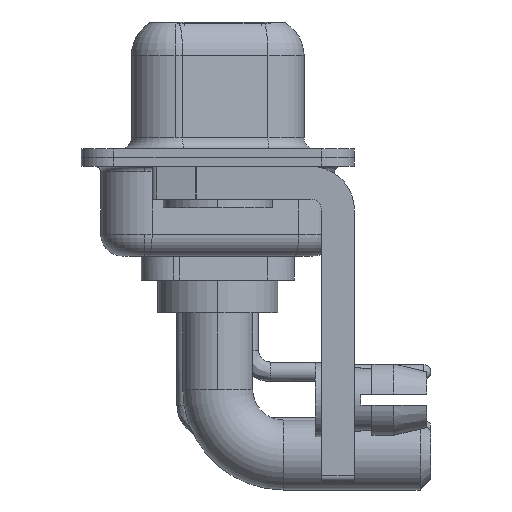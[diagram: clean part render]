
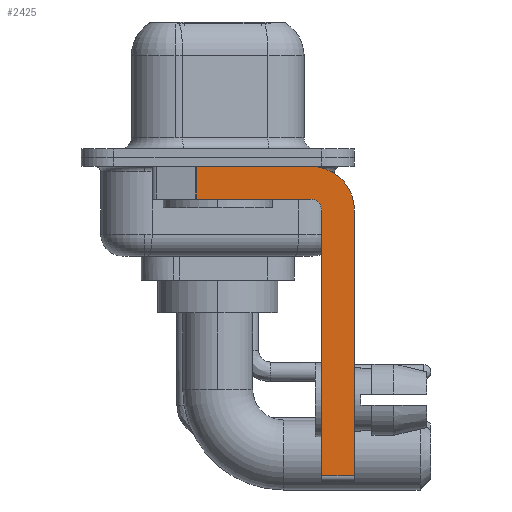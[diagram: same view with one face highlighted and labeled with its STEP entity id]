
A CAD part, left-side view. The second image highlights one B-rep face of the part: STEP entity #2425.
In plain terms, the highlighted planar face has unit normal (-1, 0, 0).
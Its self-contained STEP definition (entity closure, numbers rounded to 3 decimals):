
#130 = CARTESIAN_POINT ( 'NONE',  ( -2.9, -4.25, -1.9 ) ) ;
#321 = CARTESIAN_POINT ( 'NONE',  ( -2.9, -4.75, -2.4 ) ) ;
#392 = AXIS2_PLACEMENT_3D ( 'NONE', #3223, #13721, #10524 ) ;
#625 = FACE_OUTER_BOUND ( 'NONE', #11664, .T. ) ;
#1864 = ORIENTED_EDGE ( 'NONE', *, *, #8328, .F. ) ;
#1919 = LINE ( 'NONE', #15374, #6561 ) ;
#2198 = DIRECTION ( 'NONE',  ( 0., 0., -1. ) ) ;
#2230 = AXIS2_PLACEMENT_3D ( 'NONE', #18180, #4875, #16721 ) ;
#2425 = ADVANCED_FACE ( 'NONE', ( #625 ), #3206, .F. ) ;
#2630 = VERTEX_POINT ( 'NONE', #9821 ) ;
#2681 = ORIENTED_EDGE ( 'NONE', *, *, #17267, .T. ) ;
#3206 = PLANE ( 'NONE',  #11081 ) ;
#3223 = CARTESIAN_POINT ( 'NONE',  ( -2.9, -4.25, -2.4 ) ) ;
#3483 = ORIENTED_EDGE ( 'NONE', *, *, #11245, .F. ) ;
#3626 = EDGE_CURVE ( 'NONE', #17305, #5609, #1919, .T. ) ;
#3736 = DIRECTION ( 'NONE',  ( 0., -1., 0. ) ) ;
#3976 = VERTEX_POINT ( 'NONE', #130 ) ;
#3981 = VERTEX_POINT ( 'NONE', #321 ) ;
#4278 = CARTESIAN_POINT ( 'NONE',  ( -2.9, -4.75, -14.55 ) ) ;
#4396 = DIRECTION ( 'NONE',  ( 0., 1., 0. ) ) ;
#4592 = LINE ( 'NONE', #10229, #13156 ) ;
#4594 = EDGE_CURVE ( 'NONE', #13808, #7440, #11412, .T. ) ;
#4630 = ORIENTED_EDGE ( 'NONE', *, *, #4594, .F. ) ;
#4808 = EDGE_CURVE ( 'NONE', #7440, #2630, #6640, .T. ) ;
#4871 = CARTESIAN_POINT ( 'NONE',  ( -2.9, -4.25, -2.4 ) ) ;
#4875 = DIRECTION ( 'NONE',  ( -1., 0., 0. ) ) ;
#5027 = EDGE_CURVE ( 'NONE', #2630, #5609, #9465, .T. ) ;
#5029 = VECTOR ( 'NONE', #3736, 1000. ) ;
#5270 = DIRECTION ( 'NONE',  ( 0., 0., -1. ) ) ;
#5609 = VERTEX_POINT ( 'NONE', #17784 ) ;
#5727 = CARTESIAN_POINT ( 'NONE',  ( -2.9, -4.25, -0.4 ) ) ;
#5874 = VERTEX_POINT ( 'NONE', #10792 ) ;
#6310 = DIRECTION ( 'NONE',  ( 0., 0., -1. ) ) ;
#6461 = ORIENTED_EDGE ( 'NONE', *, *, #3626, .T. ) ;
#6478 = CARTESIAN_POINT ( 'NONE',  ( -2.9, -4.75, -14.8 ) ) ;
#6561 = VECTOR ( 'NONE', #12559, 1000. ) ;
#6602 = CARTESIAN_POINT ( 'NONE',  ( -2.9, 0.978, -1.9 ) ) ;
#6605 = DIRECTION ( 'NONE',  ( 1., 0., 0. ) ) ;
#6640 = CIRCLE ( 'NONE', #392, 2. ) ;
#6757 = ORIENTED_EDGE ( 'NONE', *, *, #5027, .F. ) ;
#6823 = CARTESIAN_POINT ( 'NONE',  ( -2.9, -6.25, -2.4 ) ) ;
#6995 = VECTOR ( 'NONE', #13867, 1000. ) ;
#7147 = EDGE_CURVE ( 'NONE', #3981, #3976, #13421, .T. ) ;
#7440 = VERTEX_POINT ( 'NONE', #5727 ) ;
#8328 = EDGE_CURVE ( 'NONE', #3976, #5874, #4592, .T. ) ;
#8368 = LINE ( 'NONE', #6602, #11156 ) ;
#8727 = CARTESIAN_POINT ( 'NONE',  ( -2.9, 0.978, -0.4 ) ) ;
#9465 = LINE ( 'NONE', #6823, #13845 ) ;
#9509 = LINE ( 'NONE', #6478, #6995 ) ;
#9821 = CARTESIAN_POINT ( 'NONE',  ( -2.9, -6.25, -2.4 ) ) ;
#10229 = CARTESIAN_POINT ( 'NONE',  ( -2.9, -4.25, -1.9 ) ) ;
#10317 = ORIENTED_EDGE ( 'NONE', *, *, #4808, .F. ) ;
#10524 = DIRECTION ( 'NONE',  ( 0., 0., -1. ) ) ;
#10792 = CARTESIAN_POINT ( 'NONE',  ( -2.9, 0.978, -1.9 ) ) ;
#11081 = AXIS2_PLACEMENT_3D ( 'NONE', #4871, #6605, #6310 ) ;
#11156 = VECTOR ( 'NONE', #2198, 1000. ) ;
#11245 = EDGE_CURVE ( 'NONE', #17305, #3981, #9509, .T. ) ;
#11412 = LINE ( 'NONE', #17332, #5029 ) ;
#11664 = EDGE_LOOP ( 'NONE', ( #4630, #2681, #1864, #11871, #3483, #6461, #6757, #10317 ) ) ;
#11871 = ORIENTED_EDGE ( 'NONE', *, *, #7147, .F. ) ;
#12559 = DIRECTION ( 'NONE',  ( 0., -1., 0. ) ) ;
#13156 = VECTOR ( 'NONE', #4396, 1000. ) ;
#13421 = CIRCLE ( 'NONE', #2230, 0.5 ) ;
#13721 = DIRECTION ( 'NONE',  ( 1., 0., 0. ) ) ;
#13808 = VERTEX_POINT ( 'NONE', #8727 ) ;
#13845 = VECTOR ( 'NONE', #5270, 1000. ) ;
#13867 = DIRECTION ( 'NONE',  ( 0., 0., 1. ) ) ;
#15374 = CARTESIAN_POINT ( 'NONE',  ( -2.9, -4.25, -14.55 ) ) ;
#16721 = DIRECTION ( 'NONE',  ( 0., 0., 1. ) ) ;
#17267 = EDGE_CURVE ( 'NONE', #13808, #5874, #8368, .T. ) ;
#17305 = VERTEX_POINT ( 'NONE', #4278 ) ;
#17332 = CARTESIAN_POINT ( 'NONE',  ( -2.9, 3., -0.4 ) ) ;
#17784 = CARTESIAN_POINT ( 'NONE',  ( -2.9, -6.25, -14.55 ) ) ;
#18180 = CARTESIAN_POINT ( 'NONE',  ( -2.9, -4.25, -2.4 ) ) ;
